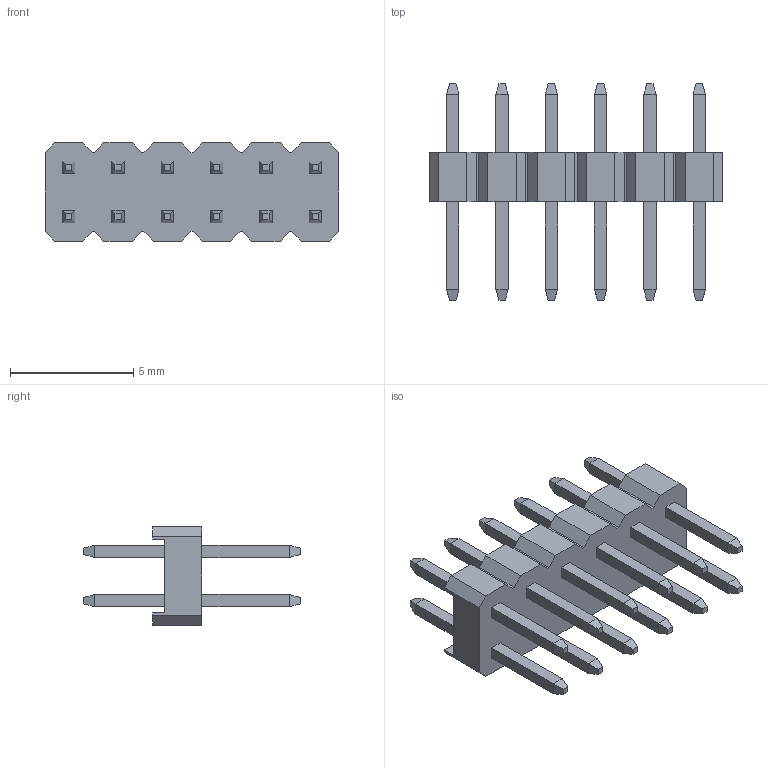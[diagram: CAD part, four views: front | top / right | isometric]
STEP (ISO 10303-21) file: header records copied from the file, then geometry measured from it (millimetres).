
FILE_DESCRIPTION(('STEP AP214'),'1');
FILE_NAME('pin_header_a-sl200-dg-g12d.stp','2015-05-06T15:33:11',('TraceParts'),('TraceParts S.A.'),'XStep 1.0',' ',' ');
FILE_SCHEMA(('automotive_design'));
Length unit declared in the file: millimetre
Products named in the file (1): 1
Bounding box: 11.9 x 8.8 x 4 mm (x, y, z)
Volume: 93.7 mm3; surface area: 334.5 mm2
Topology: 1 solids, 1 shells, 270 faces, 636 edges, 392 vertices
Faces by surface type: plane 270
Entity records: 14768 total; most frequent: CARTESIAN_POINT 1299, STYLED_ITEM 1298, PRESENTATION_STYLE_ASSIGNMENT 1298, COLOUR_RGB 1298, ORIENTED_EDGE 1272, DIRECTION 1178, EDGE_CURVE 636, CURVE_STYLE 636
